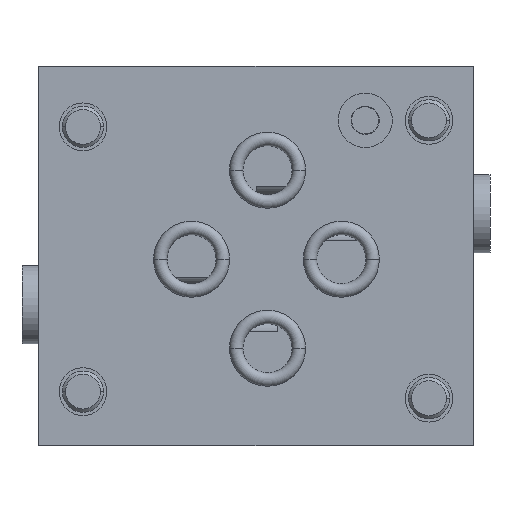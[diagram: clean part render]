
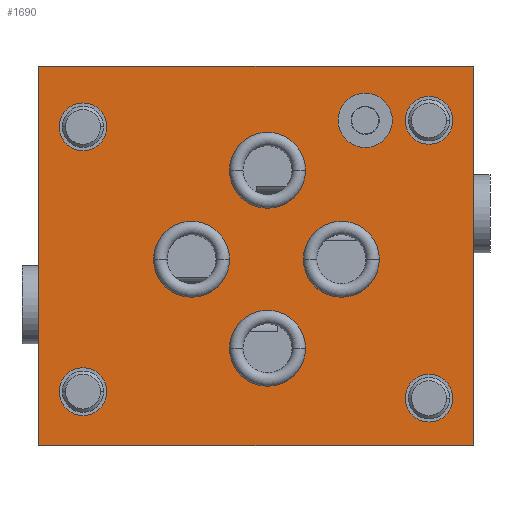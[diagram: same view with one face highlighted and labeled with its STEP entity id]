
A CAD part, front view. The second image highlights one B-rep face of the part: STEP entity #1690.
In plain terms, the highlighted planar face has unit normal (0, -1, 0).
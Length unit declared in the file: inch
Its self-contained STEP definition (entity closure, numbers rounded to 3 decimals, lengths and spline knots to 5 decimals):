
#189=DIRECTION('',(1.,0.,0.));
#190=VECTOR('',#189,2.);
#191=CARTESIAN_POINT('',(0.,0.,0.));
#192=LINE('',#191,#190);
#205=DIRECTION('',(0.,0.,1.));
#206=VECTOR('',#205,1.75);
#207=CARTESIAN_POINT('',(0.,0.,0.));
#208=LINE('',#207,#206);
#209=CARTESIAN_POINT('',(0.203,0.,1.47));
#210=DIRECTION('',(0.,1.,0.));
#211=DIRECTION('',(1.,0.,0.));
#212=AXIS2_PLACEMENT_3D('',#209,#210,#211);
#214=CARTESIAN_POINT('',(0.203,0.,1.47));
#215=DIRECTION('',(0.,1.,0.));
#216=DIRECTION('',(-1.,0.,0.));
#217=AXIS2_PLACEMENT_3D('',#214,#215,#216);
#219=CARTESIAN_POINT('',(0.203,0.,0.25));
#220=DIRECTION('',(0.,1.,0.));
#221=DIRECTION('',(1.,0.,0.));
#222=AXIS2_PLACEMENT_3D('',#219,#220,#221);
#224=CARTESIAN_POINT('',(0.203,0.,0.25));
#225=DIRECTION('',(0.,1.,0.));
#226=DIRECTION('',(-1.,0.,0.));
#227=AXIS2_PLACEMENT_3D('',#224,#225,#226);
#229=CARTESIAN_POINT('',(1.797,0.,1.5));
#230=DIRECTION('',(0.,1.,0.));
#231=DIRECTION('',(1.,0.,0.));
#232=AXIS2_PLACEMENT_3D('',#229,#230,#231);
#234=CARTESIAN_POINT('',(1.797,0.,1.5));
#235=DIRECTION('',(0.,1.,0.));
#236=DIRECTION('',(-1.,0.,0.));
#237=AXIS2_PLACEMENT_3D('',#234,#235,#236);
#239=CARTESIAN_POINT('',(1.797,0.,0.22));
#240=DIRECTION('',(0.,1.,0.));
#241=DIRECTION('',(1.,0.,0.));
#242=AXIS2_PLACEMENT_3D('',#239,#240,#241);
#244=CARTESIAN_POINT('',(1.797,0.,0.22));
#245=DIRECTION('',(0.,1.,0.));
#246=DIRECTION('',(-1.,0.,0.));
#247=AXIS2_PLACEMENT_3D('',#244,#245,#246);
#249=CARTESIAN_POINT('',(1.053,0.,1.27));
#250=DIRECTION('',(0.,-1.,0.));
#251=DIRECTION('',(1.,0.,0.));
#252=AXIS2_PLACEMENT_3D('',#249,#250,#251);
#254=CARTESIAN_POINT('',(1.053,0.,1.27));
#255=DIRECTION('',(0.,-1.,0.));
#256=DIRECTION('',(-1.,0.,0.));
#257=AXIS2_PLACEMENT_3D('',#254,#255,#256);
#259=CARTESIAN_POINT('',(1.393,0.,0.86));
#260=DIRECTION('',(0.,-1.,0.));
#261=DIRECTION('',(1.,0.,0.));
#262=AXIS2_PLACEMENT_3D('',#259,#260,#261);
#264=CARTESIAN_POINT('',(1.393,0.,0.86));
#265=DIRECTION('',(0.,-1.,0.));
#266=DIRECTION('',(-1.,0.,0.));
#267=AXIS2_PLACEMENT_3D('',#264,#265,#266);
#269=CARTESIAN_POINT('',(1.053,0.,0.45));
#270=DIRECTION('',(0.,-1.,0.));
#271=DIRECTION('',(1.,0.,0.));
#272=AXIS2_PLACEMENT_3D('',#269,#270,#271);
#274=CARTESIAN_POINT('',(1.053,0.,0.45));
#275=DIRECTION('',(0.,-1.,0.));
#276=DIRECTION('',(-1.,0.,0.));
#277=AXIS2_PLACEMENT_3D('',#274,#275,#276);
#279=CARTESIAN_POINT('',(0.703,0.,0.86));
#280=DIRECTION('',(0.,-1.,0.));
#281=DIRECTION('',(1.,0.,0.));
#282=AXIS2_PLACEMENT_3D('',#279,#280,#281);
#284=CARTESIAN_POINT('',(0.703,0.,0.86));
#285=DIRECTION('',(0.,-1.,0.));
#286=DIRECTION('',(-1.,0.,0.));
#287=AXIS2_PLACEMENT_3D('',#284,#285,#286);
#289=CARTESIAN_POINT('',(1.503,0.,1.5));
#290=DIRECTION('',(0.,-1.,0.));
#291=DIRECTION('',(1.,0.,0.));
#292=AXIS2_PLACEMENT_3D('',#289,#290,#291);
#294=CARTESIAN_POINT('',(1.503,0.,1.5));
#295=DIRECTION('',(0.,-1.,0.));
#296=DIRECTION('',(-1.,0.,0.));
#297=AXIS2_PLACEMENT_3D('',#294,#295,#296);
#313=DIRECTION('',(1.,0.,0.));
#314=VECTOR('',#313,2.);
#315=CARTESIAN_POINT('',(0.,0.,1.75));
#316=LINE('',#315,#314);
#329=DIRECTION('',(0.,0.,1.));
#330=VECTOR('',#329,1.75);
#331=CARTESIAN_POINT('',(2.,0.,0.));
#332=LINE('',#331,#330);
#1198=CARTESIAN_POINT('',(0.,0.,0.));
#1199=CARTESIAN_POINT('',(2.,0.,0.));
#1200=VERTEX_POINT('',#1198);
#1201=VERTEX_POINT('',#1199);
#1206=CARTESIAN_POINT('',(0.,0.,1.75));
#1207=CARTESIAN_POINT('',(2.,0.,1.75));
#1208=VERTEX_POINT('',#1206);
#1209=VERTEX_POINT('',#1207);
#1214=CARTESIAN_POINT('',(0.313,0.,1.47));
#1215=CARTESIAN_POINT('',(0.093,0.,1.47));
#1216=VERTEX_POINT('',#1214);
#1217=VERTEX_POINT('',#1215);
#1218=CARTESIAN_POINT('',(0.313,0.,0.25));
#1219=CARTESIAN_POINT('',(0.093,0.,0.25));
#1220=VERTEX_POINT('',#1218);
#1221=VERTEX_POINT('',#1219);
#1222=CARTESIAN_POINT('',(1.907,0.,1.5));
#1223=CARTESIAN_POINT('',(1.687,0.,1.5));
#1224=VERTEX_POINT('',#1222);
#1225=VERTEX_POINT('',#1223);
#1226=CARTESIAN_POINT('',(1.907,0.,0.22));
#1227=CARTESIAN_POINT('',(1.687,0.,0.22));
#1228=VERTEX_POINT('',#1226);
#1229=VERTEX_POINT('',#1227);
#1270=CARTESIAN_POINT('',(1.228,0.,1.27));
#1271=CARTESIAN_POINT('',(0.878,0.,1.27));
#1272=VERTEX_POINT('',#1270);
#1273=VERTEX_POINT('',#1271);
#1274=CARTESIAN_POINT('',(1.568,0.,0.86));
#1275=CARTESIAN_POINT('',(1.218,0.,0.86));
#1276=VERTEX_POINT('',#1274);
#1277=VERTEX_POINT('',#1275);
#1278=CARTESIAN_POINT('',(1.228,0.,0.45));
#1279=CARTESIAN_POINT('',(0.878,0.,0.45));
#1280=VERTEX_POINT('',#1278);
#1281=VERTEX_POINT('',#1279);
#1282=CARTESIAN_POINT('',(0.878,0.,0.86));
#1283=CARTESIAN_POINT('',(0.528,0.,0.86));
#1284=VERTEX_POINT('',#1282);
#1285=VERTEX_POINT('',#1283);
#1286=CARTESIAN_POINT('',(1.628,0.,1.5));
#1287=CARTESIAN_POINT('',(1.378,0.,1.5));
#1288=VERTEX_POINT('',#1286);
#1289=VERTEX_POINT('',#1287);
#1622=CARTESIAN_POINT('',(0.,0.,0.));
#1623=DIRECTION('',(0.,-1.,0.));
#1624=DIRECTION('',(1.,0.,0.));
#1625=AXIS2_PLACEMENT_3D('',#1622,#1623,#1624);
#1626=PLANE('',#1625);
#1627=ORIENTED_EDGE('',*,*,#1612,.F.);
#1629=ORIENTED_EDGE('',*,*,#1628,.T.);
#1631=ORIENTED_EDGE('',*,*,#1630,.T.);
#1633=ORIENTED_EDGE('',*,*,#1632,.F.);
#1634=EDGE_LOOP('',(#1627,#1629,#1631,#1633));
#1635=FACE_OUTER_BOUND('',#1634,.F.);
#1637=ORIENTED_EDGE('',*,*,#1636,.F.);
#1639=ORIENTED_EDGE('',*,*,#1638,.F.);
#1640=EDGE_LOOP('',(#1637,#1639));
#1641=FACE_BOUND('',#1640,.F.);
#1643=ORIENTED_EDGE('',*,*,#1642,.F.);
#1645=ORIENTED_EDGE('',*,*,#1644,.F.);
#1646=EDGE_LOOP('',(#1643,#1645));
#1647=FACE_BOUND('',#1646,.F.);
#1649=ORIENTED_EDGE('',*,*,#1648,.F.);
#1651=ORIENTED_EDGE('',*,*,#1650,.F.);
#1652=EDGE_LOOP('',(#1649,#1651));
#1653=FACE_BOUND('',#1652,.F.);
#1655=ORIENTED_EDGE('',*,*,#1654,.F.);
#1657=ORIENTED_EDGE('',*,*,#1656,.F.);
#1658=EDGE_LOOP('',(#1655,#1657));
#1659=FACE_BOUND('',#1658,.F.);
#1661=ORIENTED_EDGE('',*,*,#1660,.T.);
#1663=ORIENTED_EDGE('',*,*,#1662,.T.);
#1664=EDGE_LOOP('',(#1661,#1663));
#1665=FACE_BOUND('',#1664,.F.);
#1667=ORIENTED_EDGE('',*,*,#1666,.T.);
#1669=ORIENTED_EDGE('',*,*,#1668,.T.);
#1670=EDGE_LOOP('',(#1667,#1669));
#1671=FACE_BOUND('',#1670,.F.);
#1673=ORIENTED_EDGE('',*,*,#1672,.T.);
#1675=ORIENTED_EDGE('',*,*,#1674,.T.);
#1676=EDGE_LOOP('',(#1673,#1675));
#1677=FACE_BOUND('',#1676,.F.);
#1679=ORIENTED_EDGE('',*,*,#1678,.T.);
#1681=ORIENTED_EDGE('',*,*,#1680,.T.);
#1682=EDGE_LOOP('',(#1679,#1681));
#1683=FACE_BOUND('',#1682,.F.);
#1685=ORIENTED_EDGE('',*,*,#1684,.T.);
#1687=ORIENTED_EDGE('',*,*,#1686,.T.);
#1688=EDGE_LOOP('',(#1685,#1687));
#1689=FACE_BOUND('',#1688,.F.);
#1690=ADVANCED_FACE('',(#1635,#1641,#1647,#1653,#1659,#1665,#1671,#1677,#1683,
#1689),#1626,.T.);
#213=CIRCLE('',#212,0.11);
#218=CIRCLE('',#217,0.11);
#223=CIRCLE('',#222,0.11);
#228=CIRCLE('',#227,0.11);
#233=CIRCLE('',#232,0.11);
#238=CIRCLE('',#237,0.11);
#243=CIRCLE('',#242,0.11);
#248=CIRCLE('',#247,0.11);
#253=CIRCLE('',#252,0.175);
#258=CIRCLE('',#257,0.175);
#263=CIRCLE('',#262,0.175);
#268=CIRCLE('',#267,0.175);
#273=CIRCLE('',#272,0.175);
#278=CIRCLE('',#277,0.175);
#283=CIRCLE('',#282,0.175);
#288=CIRCLE('',#287,0.175);
#293=CIRCLE('',#292,0.125);
#298=CIRCLE('',#297,0.125);
#1612=EDGE_CURVE('',#1200,#1201,#192,.T.);
#1628=EDGE_CURVE('',#1200,#1208,#208,.T.);
#1630=EDGE_CURVE('',#1208,#1209,#316,.T.);
#1632=EDGE_CURVE('',#1201,#1209,#332,.T.);
#1636=EDGE_CURVE('',#1216,#1217,#213,.T.);
#1638=EDGE_CURVE('',#1217,#1216,#218,.T.);
#1642=EDGE_CURVE('',#1220,#1221,#223,.T.);
#1644=EDGE_CURVE('',#1221,#1220,#228,.T.);
#1648=EDGE_CURVE('',#1224,#1225,#233,.T.);
#1650=EDGE_CURVE('',#1225,#1224,#238,.T.);
#1654=EDGE_CURVE('',#1228,#1229,#243,.T.);
#1656=EDGE_CURVE('',#1229,#1228,#248,.T.);
#1660=EDGE_CURVE('',#1272,#1273,#253,.T.);
#1662=EDGE_CURVE('',#1273,#1272,#258,.T.);
#1666=EDGE_CURVE('',#1276,#1277,#263,.T.);
#1668=EDGE_CURVE('',#1277,#1276,#268,.T.);
#1672=EDGE_CURVE('',#1280,#1281,#273,.T.);
#1674=EDGE_CURVE('',#1281,#1280,#278,.T.);
#1678=EDGE_CURVE('',#1284,#1285,#283,.T.);
#1680=EDGE_CURVE('',#1285,#1284,#288,.T.);
#1684=EDGE_CURVE('',#1288,#1289,#293,.T.);
#1686=EDGE_CURVE('',#1289,#1288,#298,.T.);
